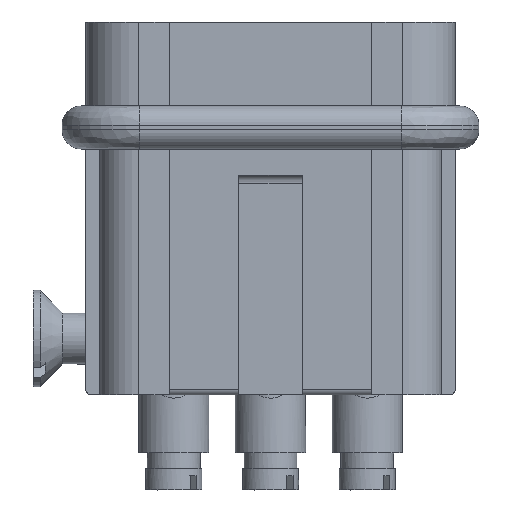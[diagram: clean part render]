
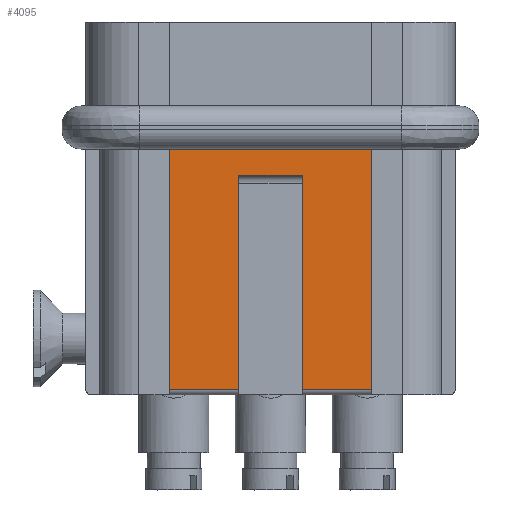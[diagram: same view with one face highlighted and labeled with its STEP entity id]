
A CAD part, front view. The second image highlights one B-rep face of the part: STEP entity #4095.
In plain terms, the highlighted planar face has unit normal (0, -1, 0).
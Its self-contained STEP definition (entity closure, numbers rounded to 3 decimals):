
#3508=FACE_OUTER_BOUND('',#5241,.T.);
#4095=ADVANCED_FACE('',(#3508),#4680,.T.);
#4680=PLANE('',#15790);
#5241=EDGE_LOOP('',(#6473,#6474,#6475,#6476,#6477,#6478,#6479,#6480));
#6473=ORIENTED_EDGE('',*,*,#10671,.T.);
#6474=ORIENTED_EDGE('',*,*,#10672,.T.);
#6475=ORIENTED_EDGE('',*,*,#10673,.T.);
#6476=ORIENTED_EDGE('',*,*,#10674,.T.);
#6477=ORIENTED_EDGE('',*,*,#10675,.T.);
#6478=ORIENTED_EDGE('',*,*,#10676,.T.);
#6479=ORIENTED_EDGE('',*,*,#10677,.T.);
#6480=ORIENTED_EDGE('',*,*,#10678,.T.);
#9503=VERTEX_POINT('',#22008);
#9504=VERTEX_POINT('',#22009);
#9505=VERTEX_POINT('',#22011);
#9506=VERTEX_POINT('',#22013);
#9507=VERTEX_POINT('',#22015);
#9508=VERTEX_POINT('',#22017);
#9509=VERTEX_POINT('',#22019);
#9510=VERTEX_POINT('',#22021);
#10671=EDGE_CURVE('',#9503,#9504,#13067,.T.);
#10672=EDGE_CURVE('',#9504,#9505,#13068,.T.);
#10673=EDGE_CURVE('',#9505,#9506,#13069,.T.);
#10674=EDGE_CURVE('',#9506,#9507,#13070,.T.);
#10675=EDGE_CURVE('',#9507,#9508,#13071,.T.);
#10676=EDGE_CURVE('',#9508,#9509,#13072,.T.);
#10677=EDGE_CURVE('',#9509,#9510,#13073,.T.);
#10678=EDGE_CURVE('',#9510,#9503,#13074,.T.);
#13067=LINE('',#22007,#14145);
#13068=LINE('',#22010,#14146);
#13069=LINE('',#22012,#14147);
#13070=LINE('',#22014,#14148);
#13071=LINE('',#22016,#14149);
#13072=LINE('',#22018,#14150);
#13073=LINE('',#22020,#14151);
#13074=LINE('',#22022,#14152);
#14145=VECTOR('',#17405,1.);
#14146=VECTOR('',#17406,1.);
#14147=VECTOR('',#17407,1.);
#14148=VECTOR('',#17408,1.);
#14149=VECTOR('',#17409,1.);
#14150=VECTOR('',#17410,1.);
#14151=VECTOR('',#17411,1.);
#14152=VECTOR('',#17412,1.);
#15790=AXIS2_PLACEMENT_3D('',#22023,#17413,#17414);
#17405=DIRECTION('',(0.,0.,1.));
#17406=DIRECTION('',(-1.,0.,0.));
#17407=DIRECTION('',(0.,0.,-1.));
#17408=DIRECTION('',(1.,0.,0.));
#17409=DIRECTION('',(0.,0.,1.));
#17410=DIRECTION('',(1.,0.,0.));
#17411=DIRECTION('',(0.,0.,-1.));
#17412=DIRECTION('',(1.,0.,0.));
#17413=DIRECTION('',(0.,-1.,0.));
#17414=DIRECTION('',(1.,0.,0.));
#22007=CARTESIAN_POINT('',(5.75,-10.5,-2.9));
#22008=CARTESIAN_POINT('',(5.75,-10.5,-2.9));
#22009=CARTESIAN_POINT('',(5.75,-10.5,10.775));
#22010=CARTESIAN_POINT('',(-7.5,-10.5,10.775));
#22011=CARTESIAN_POINT('',(-5.75,-10.5,10.775));
#22012=CARTESIAN_POINT('',(-5.75,-10.5,10.9));
#22013=CARTESIAN_POINT('',(-5.75,-10.5,-2.9));
#22014=CARTESIAN_POINT('',(-5.75,-10.5,-2.9));
#22015=CARTESIAN_POINT('',(-1.8,-10.5,-2.9));
#22016=CARTESIAN_POINT('',(-1.8,-10.5,-2.9));
#22017=CARTESIAN_POINT('',(-1.8,-10.5,9.3));
#22018=CARTESIAN_POINT('',(-1.8,-10.5,9.3));
#22019=CARTESIAN_POINT('',(1.8,-10.5,9.3));
#22020=CARTESIAN_POINT('',(1.8,-10.5,9.3));
#22021=CARTESIAN_POINT('',(1.8,-10.5,-2.9));
#22022=CARTESIAN_POINT('',(1.8,-10.5,-2.9));
#22023=CARTESIAN_POINT('',(-7.5,-10.5,-3.2));
